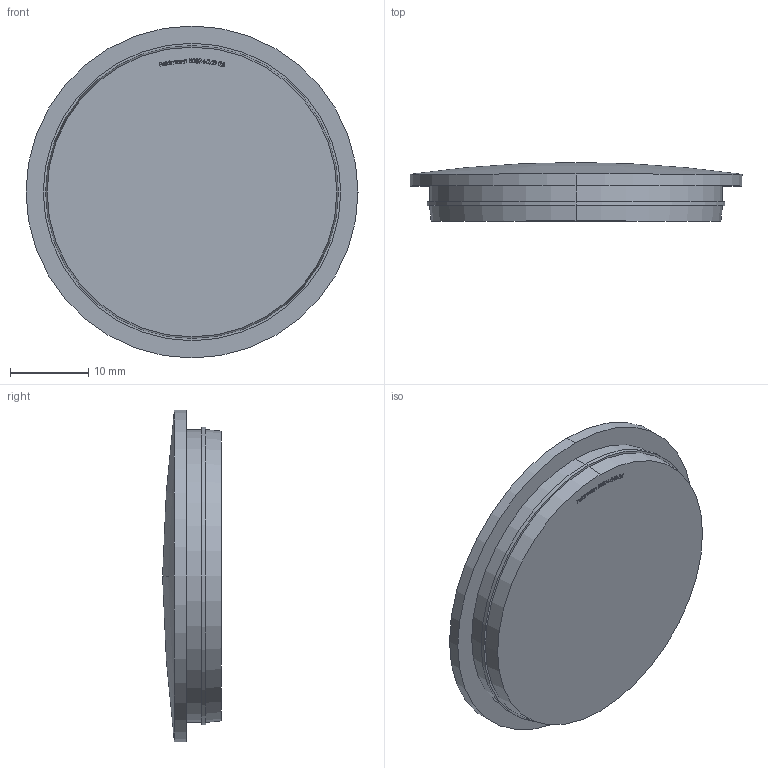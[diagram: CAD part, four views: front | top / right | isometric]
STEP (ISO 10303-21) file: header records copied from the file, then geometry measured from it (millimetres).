
FILE_DESCRIPTION (( 'STEP AP203' ), '1' );
FILE_NAME ('50874-240-25.step', '2018-11-30T09:17:21', ( '' ), ( '' ), 'SwSTEP 2.0', 'SolidWorks 2015', '' );
FILE_SCHEMA (( 'CONFIG_CONTROL_DESIGN' ));
Length unit declared in the file: millimetre
Products named in the file (1): 50874-240-25
Bounding box: 42.4 x 7.5 x 42.4 mm (x, y, z)
Volume: 8116.1 mm3; surface area: 3630.3 mm2
Topology: 1 solids, 1 shells, 272 faces, 715 edges, 477 vertices
Faces by surface type: plane 151, bspline 111, cylinder 6, cone 2, sphere 2
Entity records: 14654 total; most frequent: CARTESIAN_POINT 8592, ORIENTED_EDGE 1430, DIRECTION 837, EDGE_CURVE 715, VERTEX_POINT 477, LINE 473, VECTOR 473, EDGE_LOOP 304
